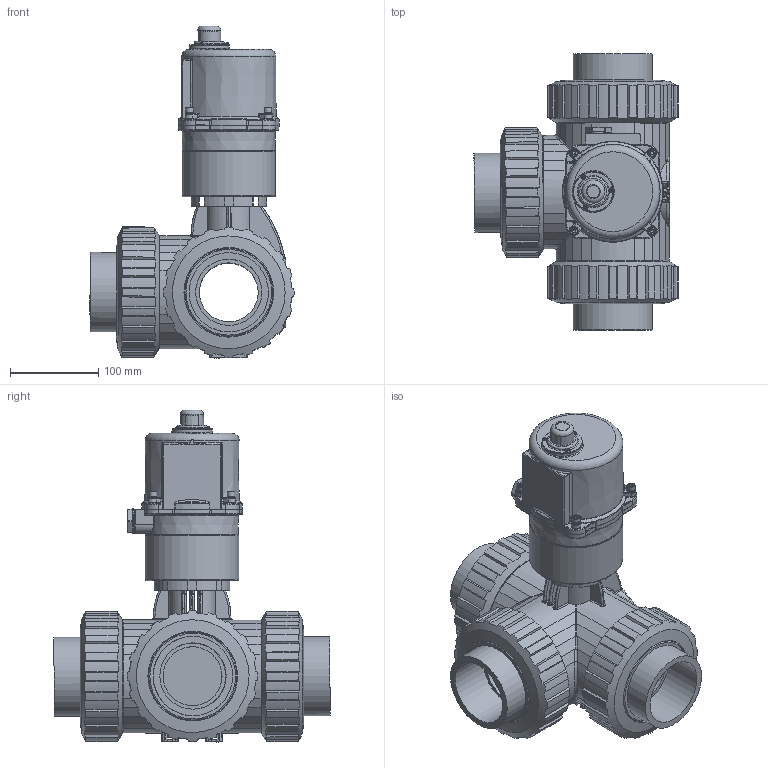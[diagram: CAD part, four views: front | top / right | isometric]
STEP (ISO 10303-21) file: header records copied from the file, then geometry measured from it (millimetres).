
FILE_DESCRIPTION (( 'STEP AP214' ), '1' );
FILE_NAME ('200.357.075 kke 075 ht 3-weg OMA 15sec.STEP', '2020-12-14T13:57:13', ( '' ), ( '' ), 'SwSTEP 2.0', 'SolidWorks 2018', '' );
FILE_SCHEMA (( 'AUTOMOTIVE_DESIGN' ));
Length unit declared in the file: millimetre
Products named in the file (1): 200.357.075 kke 075 ht 3-weg OMA 15sec
Bounding box: 230.86 x 312.41 x 375.65 mm (x, y, z)
Surface area: 399347.2 mm2 (no closed solid volume)
Topology: 0 solids, 33 shells, 1008 faces, 3103 edges, 2055 vertices
Faces by surface type: plane 384, cylinder 314, bspline 194, torus 60, cone 54, sphere 2
Full cylindrical faces by diameter (mm): 5 x4, 6.647 x4, 8.5 x4, 10 x4, 15.6 x1, 16 x2, 23 x1, 28 x1, 34.4 x1, 45.3 x1, 66.667 x3, 75 x3, 89.762 x3, 99.405 x3, 101.429 x3, 106 x1
Entity records: 56822 total; most frequent: CARTESIAN_POINT 21649, ORIENTED_EDGE 5210, DIRECTION 4140, EDGE_CURVE 2958, VERTEX_POINT 2022, AXIS2_PLACEMENT_3D 1552, EDGE_LOOP 1179, FACE_OUTER_BOUND 1068
